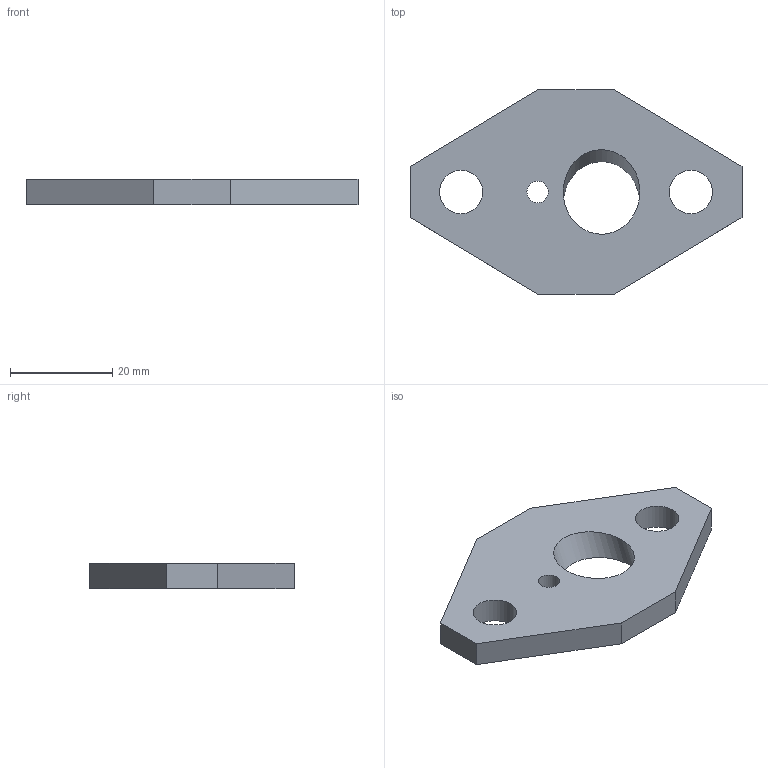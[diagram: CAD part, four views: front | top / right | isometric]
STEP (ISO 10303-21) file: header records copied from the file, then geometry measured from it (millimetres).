
FILE_DESCRIPTION(('STEP AP214'),'1');
FILE_NAME('Kruemmerplatte-Body_Bohrung_gekippt.stp','2022-10-25T06:50:44',('thi1'),('None'),'Spatial InterOp 3D','CimatronE 15.0',' ');
FILE_SCHEMA(('AUTOMOTIVE_DESIGN'));
Length unit declared in the file: millimetre
Products named in the file (1): 4
Bounding box: 65 x 40 x 5 mm (x, y, z)
Volume: 7638.4 mm3; surface area: 4481.4 mm2
Topology: 1 solids, 1 shells, 14 faces, 36 edges, 24 vertices
Faces by surface type: plane 10, cylinder 4
Full cylindrical faces by diameter (mm): 4.2 x1, 8.5 x2, 15 x1
Entity records: 720 total; most frequent: CARTESIAN_POINT 71, DIRECTION 70, ORIENTED_EDGE 64, STYLED_ITEM 47, PRESENTATION_STYLE_ASSIGNMENT 47, COLOUR_RGB 47, EDGE_CURVE 32, CURVE_STYLE 32
